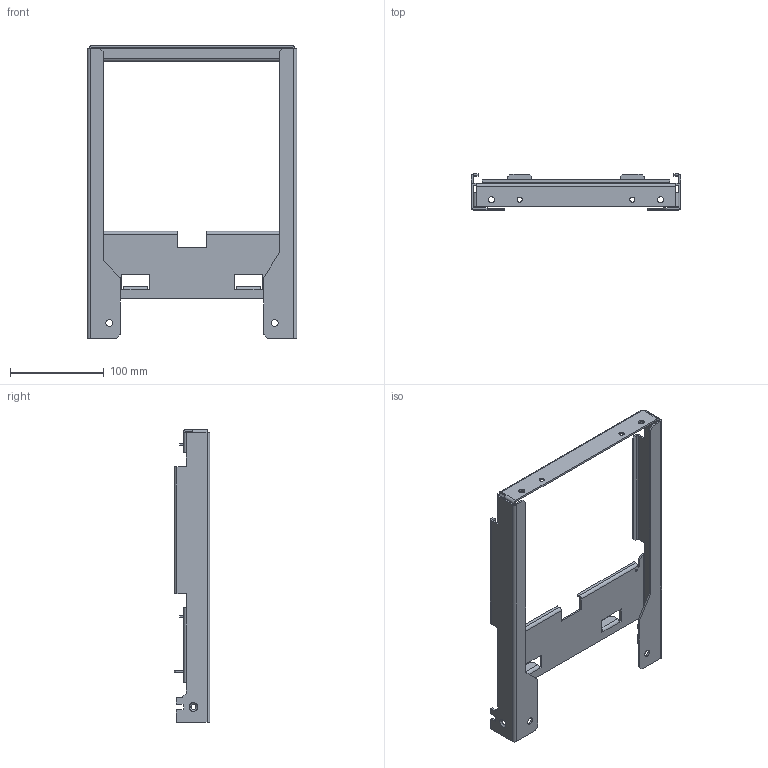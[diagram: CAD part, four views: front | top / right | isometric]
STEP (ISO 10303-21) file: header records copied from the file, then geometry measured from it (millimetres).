
FILE_DESCRIPTION (( 'STEP AP214' ), '1' );
FILE_NAME ('1844_022_rev_07.STEP', '2014-09-17T17:47:59', ( '' ), ( '' ), 'SwSTEP 2.0', 'SolidWorks 2013', '' );
FILE_SCHEMA (( 'AUTOMOTIVE_DESIGN' ));
Length unit declared in the file: millimetre
Products named in the file (1): 1844_022_rev_07
Bounding box: 223.03 x 38.02 x 311.77 mm (x, y, z)
Volume: 115637.3 mm3; surface area: 121544 mm2
Topology: 1 solids, 1 shells, 320 faces, 840 edges, 520 vertices
Faces by surface type: plane 180, cylinder 136, cone 4
Entity records: 9858 total; most frequent: DIRECTION 1762, CARTESIAN_POINT 1681, ORIENTED_EDGE 1680, EDGE_CURVE 840, AXIS2_PLACEMENT_3D 601, LINE 560, VECTOR 560, VERTEX_POINT 520
